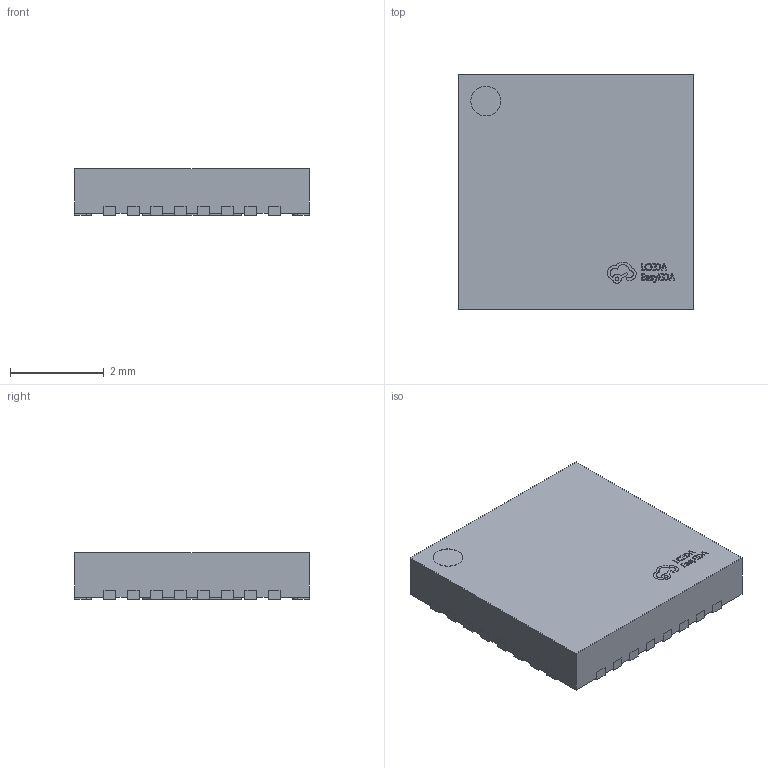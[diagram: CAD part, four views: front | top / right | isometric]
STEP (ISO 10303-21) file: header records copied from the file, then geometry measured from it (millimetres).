
FILE_DESCRIPTION (( 'STEP AP214' ), '1' );
FILE_NAME ('VQFN-32_L5.0-W5.0-P0.50-TL-EP2.1.STEP', '2023-07-21T13:30:13', ( '微软用户' ), ( '微软中国' ), 'SwSTEP 2.0', 'SolidWorks 2020', '' );
FILE_SCHEMA (( 'AUTOMOTIVE_DESIGN' ));
Length unit declared in the file: millimetre
Products named in the file (1): VQFN-32_L5.0-W5.0-P0.50-TL-EP2.1
Bounding box: 5 x 5 x 1 mm (x, y, z)
Volume: 24.1 mm3; surface area: 96 mm2
Topology: 34 solids, 34 shells, 694 faces, 1815 edges, 1210 vertices
Faces by surface type: plane 466, cylinder 130, bspline 98
Entity records: 29696 total; most frequent: CARTESIAN_POINT 5026, ORIENTED_EDGE 3630, DIRECTION 3069, EDGE_CURVE 1815, LINE 1355, VECTOR 1355, VERTEX_POINT 1210, AXIS2_PLACEMENT_3D 857
